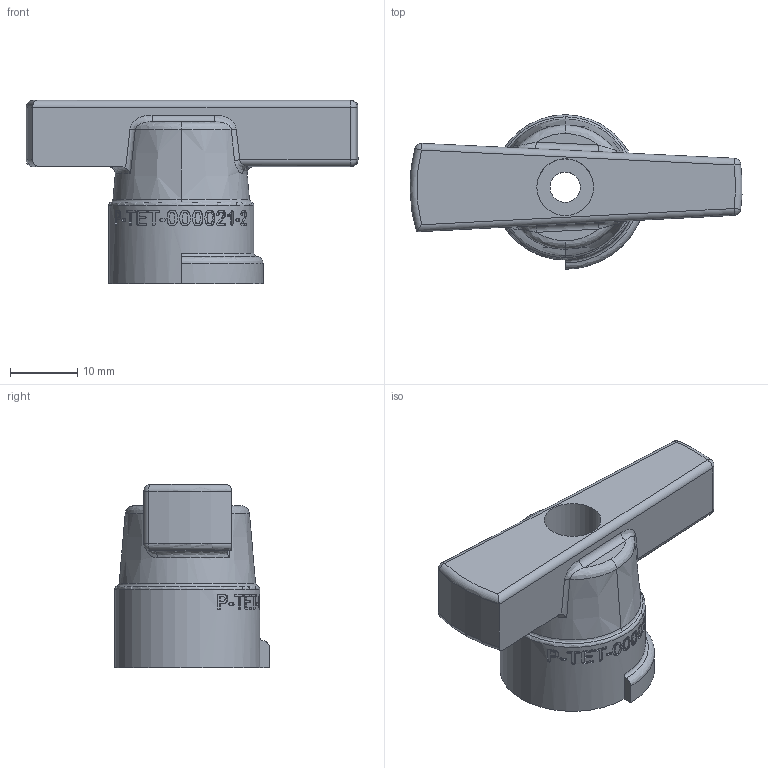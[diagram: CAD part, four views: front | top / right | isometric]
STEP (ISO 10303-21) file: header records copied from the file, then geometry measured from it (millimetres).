
FILE_DESCRIPTION(/* description */ (''),/* implementation_level */ '2;1');
FILE_NAME(/* name */ 'P-TET-000021-2_Shutoff_valve_knob.step',/* time_stamp */ '2020-08-31T13:01:09-04:00',/* author */ (''),/* organization */ (''),/* preprocessor_version */ 'ST-DEVELOPER v18.1',/* originating_system */ 'Autodesk Translation Framework v9.3.0.1241',/* authorisation */ '');
FILE_SCHEMA (('AUTOMOTIVE_DESIGN { 1 0 10303 214 3 1 1 }'));
Length unit declared in the file: millimetre
Products named in the file (1): P-TET-000021-2
Bounding box: 49.19 x 22.88 x 27.13 mm (x, y, z)
Volume: 9694 mm3; surface area: 4382.4 mm2
Topology: 1 solids, 1 shells, 417 faces, 1129 edges, 735 vertices
Faces by surface type: bspline 302, plane 54, cylinder 46, torus 9, sphere 6
Full cylindrical faces by diameter (mm): 4.5 x1, 8.4 x1, 21.5 x1
Entity records: 20012 total; most frequent: CARTESIAN_POINT 11476, ORIENTED_EDGE 2258, EDGE_CURVE 1129, DIRECTION 895, VERTEX_POINT 735, B_SPLINE_CURVE_WITH_KNOTS 602, EDGE_LOOP 440, FACE_OUTER_BOUND 417
